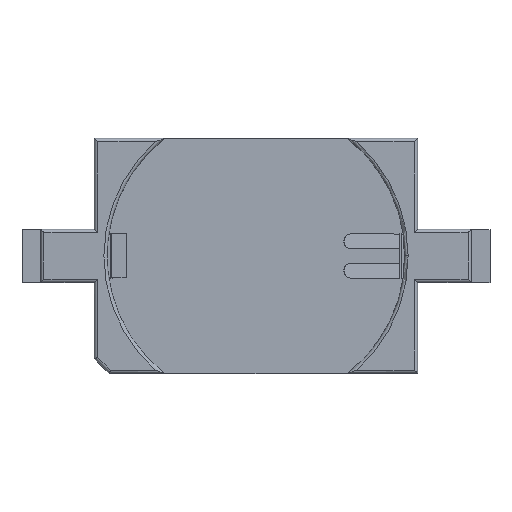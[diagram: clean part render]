
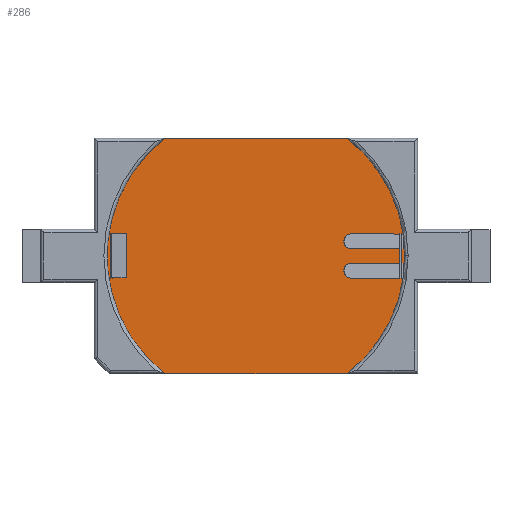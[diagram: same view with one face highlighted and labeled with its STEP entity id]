
A CAD part, top view. The second image highlights one B-rep face of the part: STEP entity #286.
In plain terms, the highlighted planar face has unit normal (0, 0, 1).
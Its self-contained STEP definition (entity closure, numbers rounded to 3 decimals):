
#56 = VERTEX_POINT('',#57);
#57 = CARTESIAN_POINT('',(-6.222,-8.,1.1));
#63 = EDGE_CURVE('',#56,#64,#66,.T.);
#64 = VERTEX_POINT('',#65);
#65 = CARTESIAN_POINT('',(6.222,-8.,1.1));
#66 = LINE('',#67,#68);
#67 = CARTESIAN_POINT('',(-5.5,-8.,1.1));
#68 = VECTOR('',#69,1.);
#69 = DIRECTION('',(1.,0.,0.));
#211 = VERTEX_POINT('',#212);
#212 = CARTESIAN_POINT('',(6.222,8.,1.1));
#218 = EDGE_CURVE('',#219,#211,#221,.T.);
#219 = VERTEX_POINT('',#220);
#220 = CARTESIAN_POINT('',(10.135,0.,1.1));
#221 = CIRCLE('',#222,10.135);
#222 = AXIS2_PLACEMENT_3D('',#223,#224,#225);
#223 = CARTESIAN_POINT('',(0.,0.,1.1));
#224 = DIRECTION('',(0.,0.,1.));
#225 = DIRECTION('',(1.,0.,0.));
#227 = EDGE_CURVE('',#64,#219,#228,.T.);
#228 = CIRCLE('',#229,10.135);
#229 = AXIS2_PLACEMENT_3D('',#230,#231,#232);
#230 = CARTESIAN_POINT('',(0.,0.,1.1));
#231 = DIRECTION('',(0.,0.,1.));
#232 = DIRECTION('',(1.,0.,0.));
#286 = ADVANCED_FACE('',(#287,#307,#405),#439,.T.);
#287 = FACE_BOUND('',#288,.T.);
#288 = EDGE_LOOP('',(#289,#290,#291,#299,#306));
#289 = ORIENTED_EDGE('',*,*,#227,.T.);
#290 = ORIENTED_EDGE('',*,*,#218,.T.);
#291 = ORIENTED_EDGE('',*,*,#292,.T.);
#292 = EDGE_CURVE('',#211,#293,#295,.T.);
#293 = VERTEX_POINT('',#294);
#294 = CARTESIAN_POINT('',(-6.222,8.,1.1));
#295 = LINE('',#296,#297);
#296 = CARTESIAN_POINT('',(5.5,8.,1.1));
#297 = VECTOR('',#298,1.);
#298 = DIRECTION('',(-1.,0.,0.));
#299 = ORIENTED_EDGE('',*,*,#300,.T.);
#300 = EDGE_CURVE('',#293,#56,#301,.T.);
#301 = CIRCLE('',#302,10.135);
#302 = AXIS2_PLACEMENT_3D('',#303,#304,#305);
#303 = CARTESIAN_POINT('',(0.,0.,1.1));
#304 = DIRECTION('',(0.,0.,1.));
#305 = DIRECTION('',(1.,0.,0.));
#306 = ORIENTED_EDGE('',*,*,#63,.T.);
#307 = FACE_BOUND('',#308,.T.);
#308 = EDGE_LOOP('',(#309,#319,#327,#335,#343,#351,#359,#367,#375,#383,
#391,#399));
#309 = ORIENTED_EDGE('',*,*,#310,.F.);
#310 = EDGE_CURVE('',#311,#313,#315,.T.);
#311 = VERTEX_POINT('',#312);
#312 = CARTESIAN_POINT('',(10.019,0.5,1.1));
#313 = VERTEX_POINT('',#314);
#314 = CARTESIAN_POINT('',(10.019,1.5,1.1));
#315 = LINE('',#316,#317);
#316 = CARTESIAN_POINT('',(10.019,0.5,1.1));
#317 = VECTOR('',#318,1.);
#318 = DIRECTION('',(0.,1.,0.));
#319 = ORIENTED_EDGE('',*,*,#320,.T.);
#320 = EDGE_CURVE('',#311,#321,#323,.T.);
#321 = VERTEX_POINT('',#322);
#322 = CARTESIAN_POINT('',(9.885,0.5,1.1));
#323 = LINE('',#324,#325);
#324 = CARTESIAN_POINT('',(2.994,0.5,1.1));
#325 = VECTOR('',#326,1.);
#326 = DIRECTION('',(-1.,0.,0.));
#327 = ORIENTED_EDGE('',*,*,#328,.T.);
#328 = EDGE_CURVE('',#321,#329,#331,.T.);
#329 = VERTEX_POINT('',#330);
#330 = CARTESIAN_POINT('',(9.885,-0.5,1.1));
#331 = LINE('',#332,#333);
#332 = CARTESIAN_POINT('',(9.885,-0.75,1.1));
#333 = VECTOR('',#334,1.);
#334 = DIRECTION('',(0.,-1.,0.));
#335 = ORIENTED_EDGE('',*,*,#336,.T.);
#336 = EDGE_CURVE('',#329,#337,#339,.T.);
#337 = VERTEX_POINT('',#338);
#338 = CARTESIAN_POINT('',(10.019,-0.5,1.1));
#339 = LINE('',#340,#341);
#340 = CARTESIAN_POINT('',(5.375,-0.5,1.1));
#341 = VECTOR('',#342,1.);
#342 = DIRECTION('',(1.,0.,0.));
#343 = ORIENTED_EDGE('',*,*,#344,.F.);
#344 = EDGE_CURVE('',#345,#337,#347,.T.);
#345 = VERTEX_POINT('',#346);
#346 = CARTESIAN_POINT('',(10.019,-1.5,1.1));
#347 = LINE('',#348,#349);
#348 = CARTESIAN_POINT('',(10.019,-0.5,1.1));
#349 = VECTOR('',#350,1.);
#350 = DIRECTION('',(0.,1.,0.));
#351 = ORIENTED_EDGE('',*,*,#352,.F.);
#352 = EDGE_CURVE('',#353,#345,#355,.T.);
#353 = VERTEX_POINT('',#354);
#354 = CARTESIAN_POINT('',(9.726,-1.5,1.1));
#355 = LINE('',#356,#357);
#356 = CARTESIAN_POINT('',(4.61,-1.5,1.1));
#357 = VECTOR('',#358,1.);
#358 = DIRECTION('',(1.,0.,0.));
#359 = ORIENTED_EDGE('',*,*,#360,.T.);
#360 = EDGE_CURVE('',#353,#361,#363,.T.);
#361 = VERTEX_POINT('',#362);
#362 = CARTESIAN_POINT('',(9.726,-0.5,1.1));
#363 = LINE('',#364,#365);
#364 = CARTESIAN_POINT('',(9.726,-0.5,1.1));
#365 = VECTOR('',#366,1.);
#366 = DIRECTION('',(0.,1.,0.));
#367 = ORIENTED_EDGE('',*,*,#368,.T.);
#368 = EDGE_CURVE('',#361,#369,#371,.T.);
#369 = VERTEX_POINT('',#370);
#370 = CARTESIAN_POINT('',(9.785,-0.5,1.1));
#371 = LINE('',#372,#373);
#372 = CARTESIAN_POINT('',(5.375,-0.5,1.1));
#373 = VECTOR('',#374,1.);
#374 = DIRECTION('',(1.,0.,0.));
#375 = ORIENTED_EDGE('',*,*,#376,.T.);
#376 = EDGE_CURVE('',#369,#377,#379,.T.);
#377 = VERTEX_POINT('',#378);
#378 = CARTESIAN_POINT('',(9.785,0.5,1.1));
#379 = LINE('',#380,#381);
#380 = CARTESIAN_POINT('',(9.785,0.75,1.1));
#381 = VECTOR('',#382,1.);
#382 = DIRECTION('',(0.,1.,0.));
#383 = ORIENTED_EDGE('',*,*,#384,.T.);
#384 = EDGE_CURVE('',#377,#385,#387,.T.);
#385 = VERTEX_POINT('',#386);
#386 = CARTESIAN_POINT('',(9.726,0.5,1.1));
#387 = LINE('',#388,#389);
#388 = CARTESIAN_POINT('',(2.994,0.5,1.1));
#389 = VECTOR('',#390,1.);
#390 = DIRECTION('',(-1.,0.,0.));
#391 = ORIENTED_EDGE('',*,*,#392,.T.);
#392 = EDGE_CURVE('',#385,#393,#395,.T.);
#393 = VERTEX_POINT('',#394);
#394 = CARTESIAN_POINT('',(9.726,1.5,1.1));
#395 = LINE('',#396,#397);
#396 = CARTESIAN_POINT('',(9.726,0.5,1.1));
#397 = VECTOR('',#398,1.);
#398 = DIRECTION('',(0.,1.,0.));
#399 = ORIENTED_EDGE('',*,*,#400,.F.);
#400 = EDGE_CURVE('',#313,#393,#401,.T.);
#401 = LINE('',#402,#403);
#402 = CARTESIAN_POINT('',(4.61,1.5,1.1));
#403 = VECTOR('',#404,1.);
#404 = DIRECTION('',(-1.,0.,0.));
#405 = FACE_BOUND('',#406,.T.);
#406 = EDGE_LOOP('',(#407,#417,#425,#433));
#407 = ORIENTED_EDGE('',*,*,#408,.F.);
#408 = EDGE_CURVE('',#409,#411,#413,.T.);
#409 = VERTEX_POINT('',#410);
#410 = CARTESIAN_POINT('',(-9.785,1.5,1.1));
#411 = VERTEX_POINT('',#412);
#412 = CARTESIAN_POINT('',(-9.885,1.5,1.1));
#413 = LINE('',#414,#415);
#414 = CARTESIAN_POINT('',(-4.872,1.5,1.1));
#415 = VECTOR('',#416,1.);
#416 = DIRECTION('',(-1.,0.,0.));
#417 = ORIENTED_EDGE('',*,*,#418,.T.);
#418 = EDGE_CURVE('',#409,#419,#421,.T.);
#419 = VERTEX_POINT('',#420);
#420 = CARTESIAN_POINT('',(-9.785,-1.5,1.1));
#421 = LINE('',#422,#423);
#422 = CARTESIAN_POINT('',(-9.785,-0.75,1.1));
#423 = VECTOR('',#424,1.);
#424 = DIRECTION('',(0.,-1.,0.));
#425 = ORIENTED_EDGE('',*,*,#426,.F.);
#426 = EDGE_CURVE('',#427,#419,#429,.T.);
#427 = VERTEX_POINT('',#428);
#428 = CARTESIAN_POINT('',(-9.885,-1.5,1.1));
#429 = LINE('',#430,#431);
#430 = CARTESIAN_POINT('',(-4.872,-1.5,1.1));
#431 = VECTOR('',#432,1.);
#432 = DIRECTION('',(1.,0.,0.));
#433 = ORIENTED_EDGE('',*,*,#434,.T.);
#434 = EDGE_CURVE('',#427,#411,#435,.T.);
#435 = LINE('',#436,#437);
#436 = CARTESIAN_POINT('',(-9.885,0.75,1.1));
#437 = VECTOR('',#438,1.);
#438 = DIRECTION('',(0.,1.,0.));
#439 = PLANE('',#440);
#440 = AXIS2_PLACEMENT_3D('',#441,#442,#443);
#441 = CARTESIAN_POINT('',(0.,0.,1.1)
);
#442 = DIRECTION('',(0.,0.,1.));
#443 = DIRECTION('',(1.,0.,0.));
